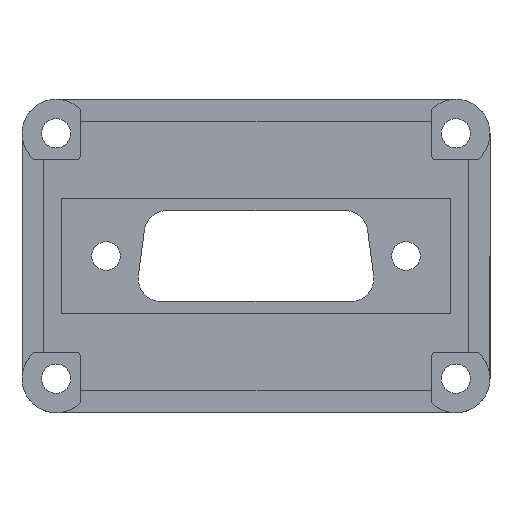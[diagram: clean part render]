
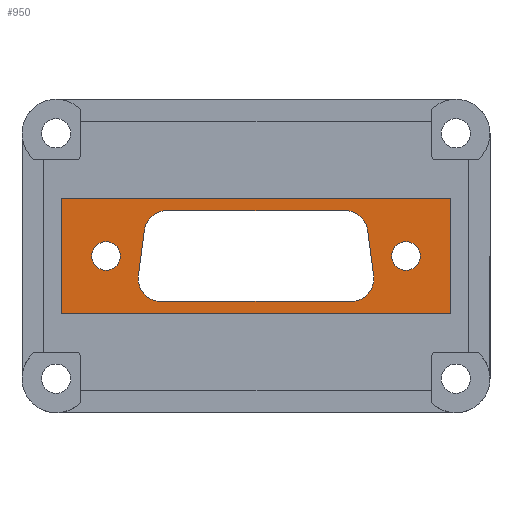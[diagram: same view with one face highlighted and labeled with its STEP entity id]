
A CAD part, front view. The second image highlights one B-rep face of the part: STEP entity #950.
In plain terms, the highlighted planar face has unit normal (0, -1, 0).
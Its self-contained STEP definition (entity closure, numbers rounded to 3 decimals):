
#1 = CARTESIAN_POINT ( 'NONE',  ( -10.466, -2.15, -5. ) ) ;
#24 = CARTESIAN_POINT ( 'NONE',  ( -16.5, -2.15, 1.575 ) ) ;
#29 = ORIENTED_EDGE ( 'NONE', *, *, #507, .T. ) ;
#34 = EDGE_LOOP ( 'NONE', ( #2606, #1759, #840, #29, #1416, #2558, #1242, #791 ) ) ;
#42 = DIRECTION ( 'NONE',  ( 0., 0., -1. ) ) ;
#43 = DIRECTION ( 'NONE',  ( 0., 0., -1. ) ) ;
#88 = EDGE_CURVE ( 'NONE', #1785, #1577, #815, .T. ) ;
#102 = DIRECTION ( 'NONE',  ( -1., 0., 0. ) ) ;
#107 = VECTOR ( 'NONE', #2224, 1000. ) ;
#114 = CARTESIAN_POINT ( 'NONE',  ( -16.5, -2.15, -1.575 ) ) ;
#145 = EDGE_CURVE ( 'NONE', #679, #558, #2135, .T. ) ;
#177 = DIRECTION ( 'NONE',  ( 0.131, 0., 0.991 ) ) ;
#181 = CARTESIAN_POINT ( 'NONE',  ( 16.5, -2.15, 0. ) ) ;
#187 = AXIS2_PLACEMENT_3D ( 'NONE', #582, #2005, #788 ) ;
#189 = EDGE_CURVE ( 'NONE', #806, #2646, #1052, .T. ) ;
#246 = VECTOR ( 'NONE', #753, 1000. ) ;
#248 = CARTESIAN_POINT ( 'NONE',  ( -16.5, -2.15, 0. ) ) ;
#291 = EDGE_LOOP ( 'NONE', ( #1643, #2622 ) ) ;
#297 = ORIENTED_EDGE ( 'NONE', *, *, #2561, .T. ) ;
#385 = CARTESIAN_POINT ( 'NONE',  ( 12.286, -2.15, 2.826 ) ) ;
#389 = LINE ( 'NONE', #680, #1539 ) ;
#391 = DIRECTION ( 'NONE',  ( 0., 0., -1. ) ) ;
#403 = VECTOR ( 'NONE', #1014, 1000. ) ;
#425 = CARTESIAN_POINT ( 'NONE',  ( -21.45, -2.15, -6.375 ) ) ;
#435 = EDGE_CURVE ( 'NONE', #1192, #904, #2511, .T. ) ;
#456 = DIRECTION ( 'NONE',  ( 0., 0., -1. ) ) ;
#476 = DIRECTION ( 'NONE',  ( 0.131, 0., -0.991 ) ) ;
#507 = EDGE_CURVE ( 'NONE', #1564, #2001, #389, .T. ) ;
#536 = LINE ( 'NONE', #2021, #403 ) ;
#547 = EDGE_CURVE ( 'NONE', #1528, #987, #2431, .T. ) ;
#552 = CARTESIAN_POINT ( 'NONE',  ( -9.808, -2.15, 5. ) ) ;
#554 = AXIS2_PLACEMENT_3D ( 'NONE', #2513, #1297, #42 ) ;
#558 = VERTEX_POINT ( 'NONE', #981 ) ;
#560 = DIRECTION ( 'NONE',  ( 0., 1., 0. ) ) ;
#582 = CARTESIAN_POINT ( 'NONE',  ( -16.5, -2.15, 0. ) ) ;
#660 = AXIS2_PLACEMENT_3D ( 'NONE', #181, #1632, #391 ) ;
#672 = VERTEX_POINT ( 'NONE', #2641 ) ;
#679 = VERTEX_POINT ( 'NONE', #2443 ) ;
#680 = CARTESIAN_POINT ( 'NONE',  ( 10.466, -2.15, -5. ) ) ;
#753 = DIRECTION ( 'NONE',  ( 0., 0., -1. ) ) ;
#762 = ORIENTED_EDGE ( 'NONE', *, *, #145, .T. ) ;
#788 = DIRECTION ( 'NONE',  ( 0., 0., -1. ) ) ;
#791 = ORIENTED_EDGE ( 'NONE', *, *, #955, .T. ) ;
#806 = VERTEX_POINT ( 'NONE', #114 ) ;
#815 = CIRCLE ( 'NONE', #660, 1.575 ) ;
#840 = ORIENTED_EDGE ( 'NONE', *, *, #2664, .T. ) ;
#847 = DIRECTION ( 'NONE',  ( 1., 0., 0. ) ) ;
#888 = AXIS2_PLACEMENT_3D ( 'NONE', #1061, #2479, #1266 ) ;
#904 = VERTEX_POINT ( 'NONE', #552 ) ;
#932 = CARTESIAN_POINT ( 'NONE',  ( -10.466, -2.15, -2.5 ) ) ;
#950 = ADVANCED_FACE ( 'NONE', ( #2589, #2121, #1033, #1100 ), #2004, .T. ) ;
#955 = EDGE_CURVE ( 'NONE', #904, #1528, #2666, .T. ) ;
#960 = LINE ( 'NONE', #2648, #1972 ) ;
#981 = CARTESIAN_POINT ( 'NONE',  ( 21.45, -2.15, -6.375 ) ) ;
#987 = VERTEX_POINT ( 'NONE', #385 ) ;
#1002 = CARTESIAN_POINT ( 'NONE',  ( 0., -2.15, 0. ) ) ;
#1014 = DIRECTION ( 'NONE',  ( -1., 0., 0. ) ) ;
#1033 = FACE_BOUND ( 'NONE', #34, .T. ) ;
#1052 = CIRCLE ( 'NONE', #187, 1.575 ) ;
#1061 = CARTESIAN_POINT ( 'NONE',  ( 16.5, -2.15, 0. ) ) ;
#1100 = FACE_BOUND ( 'NONE', #291, .T. ) ;
#1104 = CARTESIAN_POINT ( 'NONE',  ( 10.466, -2.15, -5. ) ) ;
#1109 = CARTESIAN_POINT ( 'NONE',  ( 16.5, -2.15, 1.575 ) ) ;
#1139 = DIRECTION ( 'NONE',  ( 0., 0., -1. ) ) ;
#1166 = ORIENTED_EDGE ( 'NONE', *, *, #88, .T. ) ;
#1169 = EDGE_CURVE ( 'NONE', #2001, #1884, #1861, .T. ) ;
#1180 = CARTESIAN_POINT ( 'NONE',  ( 16.5, -2.15, -1.575 ) ) ;
#1192 = VERTEX_POINT ( 'NONE', #2162 ) ;
#1203 = DIRECTION ( 'NONE',  ( 0., -1., 0. ) ) ;
#1242 = ORIENTED_EDGE ( 'NONE', *, *, #435, .T. ) ;
#1243 = CIRCLE ( 'NONE', #888, 1.575 ) ;
#1266 = DIRECTION ( 'NONE',  ( 0., 0., -1. ) ) ;
#1267 = ORIENTED_EDGE ( 'NONE', *, *, #1676, .T. ) ;
#1297 = DIRECTION ( 'NONE',  ( 0., 1., 0. ) ) ;
#1299 = DIRECTION ( 'NONE',  ( 0., 1., 0. ) ) ;
#1319 = EDGE_CURVE ( 'NONE', #1741, #679, #1346, .T. ) ;
#1346 = LINE ( 'NONE', #2386, #246 ) ;
#1410 = CARTESIAN_POINT ( 'NONE',  ( -9.808, -2.15, 5. ) ) ;
#1416 = ORIENTED_EDGE ( 'NONE', *, *, #1169, .T. ) ;
#1527 = VECTOR ( 'NONE', #847, 1000. ) ;
#1528 = VERTEX_POINT ( 'NONE', #2059 ) ;
#1539 = VECTOR ( 'NONE', #102, 1000. ) ;
#1552 = EDGE_CURVE ( 'NONE', #987, #672, #1915, .T. ) ;
#1564 = VERTEX_POINT ( 'NONE', #1104 ) ;
#1577 = VERTEX_POINT ( 'NONE', #1109 ) ;
#1588 = AXIS2_PLACEMENT_3D ( 'NONE', #932, #2363, #1139 ) ;
#1603 = LINE ( 'NONE', #2156, #2616 ) ;
#1604 = ORIENTED_EDGE ( 'NONE', *, *, #1319, .T. ) ;
#1632 = DIRECTION ( 'NONE',  ( 0., 1., 0. ) ) ;
#1643 = ORIENTED_EDGE ( 'NONE', *, *, #2213, .T. ) ;
#1676 = EDGE_CURVE ( 'NONE', #558, #2289, #1603, .T. ) ;
#1686 = DIRECTION ( 'NONE',  ( 0., 1., 0. ) ) ;
#1741 = VERTEX_POINT ( 'NONE', #2568 ) ;
#1754 = ORIENTED_EDGE ( 'NONE', *, *, #1936, .T. ) ;
#1759 = ORIENTED_EDGE ( 'NONE', *, *, #1552, .T. ) ;
#1784 = CARTESIAN_POINT ( 'NONE',  ( 9.808, -2.15, 2.5 ) ) ;
#1785 = VERTEX_POINT ( 'NONE', #1180 ) ;
#1861 = CIRCLE ( 'NONE', #1588, 2.5 ) ;
#1884 = VERTEX_POINT ( 'NONE', #2225 ) ;
#1901 = AXIS2_PLACEMENT_3D ( 'NONE', #1002, #1203, #2634 ) ;
#1905 = CARTESIAN_POINT ( 'NONE',  ( 12.286, -2.15, 2.826 ) ) ;
#1915 = LINE ( 'NONE', #1905, #2528 ) ;
#1932 = DIRECTION ( 'NONE',  ( 0., 0., 1. ) ) ;
#1936 = EDGE_CURVE ( 'NONE', #2289, #1741, #536, .T. ) ;
#1941 = EDGE_CURVE ( 'NONE', #1884, #1192, #960, .T. ) ;
#1972 = VECTOR ( 'NONE', #177, 1000. ) ;
#1988 = DIRECTION ( 'NONE',  ( 0., 0., -1. ) ) ;
#2001 = VERTEX_POINT ( 'NONE', #1 ) ;
#2004 = PLANE ( 'NONE',  #1901 ) ;
#2005 = DIRECTION ( 'NONE',  ( 0., 1., 0. ) ) ;
#2021 = CARTESIAN_POINT ( 'NONE',  ( -21.45, -2.15, 6.375 ) ) ;
#2031 = EDGE_LOOP ( 'NONE', ( #297, #1166 ) ) ;
#2049 = EDGE_LOOP ( 'NONE', ( #1604, #762, #1267, #1754 ) ) ;
#2059 = CARTESIAN_POINT ( 'NONE',  ( 9.808, -2.15, 5. ) ) ;
#2088 = AXIS2_PLACEMENT_3D ( 'NONE', #248, #1686, #456 ) ;
#2121 = FACE_OUTER_BOUND ( 'NONE', #2049, .T. ) ;
#2135 = LINE ( 'NONE', #425, #1527 ) ;
#2156 = CARTESIAN_POINT ( 'NONE',  ( 21.45, -2.15, 6.375 ) ) ;
#2162 = CARTESIAN_POINT ( 'NONE',  ( -12.286, -2.15, 2.826 ) ) ;
#2213 = EDGE_CURVE ( 'NONE', #2646, #806, #2613, .T. ) ;
#2224 = DIRECTION ( 'NONE',  ( 1., 0., 0. ) ) ;
#2225 = CARTESIAN_POINT ( 'NONE',  ( -12.944, -2.15, -2.174 ) ) ;
#2262 = AXIS2_PLACEMENT_3D ( 'NONE', #2514, #1299, #43 ) ;
#2289 = VERTEX_POINT ( 'NONE', #2319 ) ;
#2319 = CARTESIAN_POINT ( 'NONE',  ( 21.45, -2.15, 6.375 ) ) ;
#2363 = DIRECTION ( 'NONE',  ( 0., 1., 0. ) ) ;
#2386 = CARTESIAN_POINT ( 'NONE',  ( -21.45, -2.15, 6.375 ) ) ;
#2416 = AXIS2_PLACEMENT_3D ( 'NONE', #1784, #560, #1988 ) ;
#2431 = CIRCLE ( 'NONE', #2416, 2.5 ) ;
#2443 = CARTESIAN_POINT ( 'NONE',  ( -21.45, -2.15, -6.375 ) ) ;
#2479 = DIRECTION ( 'NONE',  ( 0., 1., 0. ) ) ;
#2511 = CIRCLE ( 'NONE', #554, 2.5 ) ;
#2513 = CARTESIAN_POINT ( 'NONE',  ( -9.808, -2.15, 2.5 ) ) ;
#2514 = CARTESIAN_POINT ( 'NONE',  ( 10.466, -2.15, -2.5 ) ) ;
#2528 = VECTOR ( 'NONE', #476, 1000. ) ;
#2545 = CIRCLE ( 'NONE', #2262, 2.5 ) ;
#2558 = ORIENTED_EDGE ( 'NONE', *, *, #1941, .T. ) ;
#2561 = EDGE_CURVE ( 'NONE', #1577, #1785, #1243, .T. ) ;
#2568 = CARTESIAN_POINT ( 'NONE',  ( -21.45, -2.15, 6.375 ) ) ;
#2589 = FACE_BOUND ( 'NONE', #2031, .T. ) ;
#2606 = ORIENTED_EDGE ( 'NONE', *, *, #547, .T. ) ;
#2613 = CIRCLE ( 'NONE', #2088, 1.575 ) ;
#2616 = VECTOR ( 'NONE', #1932, 1000. ) ;
#2622 = ORIENTED_EDGE ( 'NONE', *, *, #189, .T. ) ;
#2634 = DIRECTION ( 'NONE',  ( 0., 0., -1. ) ) ;
#2641 = CARTESIAN_POINT ( 'NONE',  ( 12.944, -2.15, -2.174 ) ) ;
#2646 = VERTEX_POINT ( 'NONE', #24 ) ;
#2648 = CARTESIAN_POINT ( 'NONE',  ( -12.944, -2.15, -2.174 ) ) ;
#2664 = EDGE_CURVE ( 'NONE', #672, #1564, #2545, .T. ) ;
#2666 = LINE ( 'NONE', #1410, #107 ) ;
